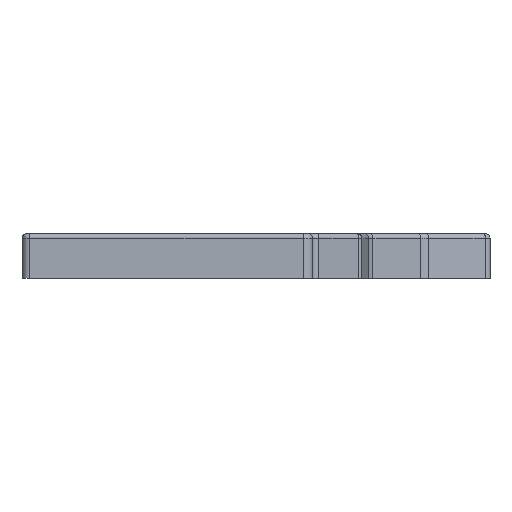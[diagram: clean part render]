
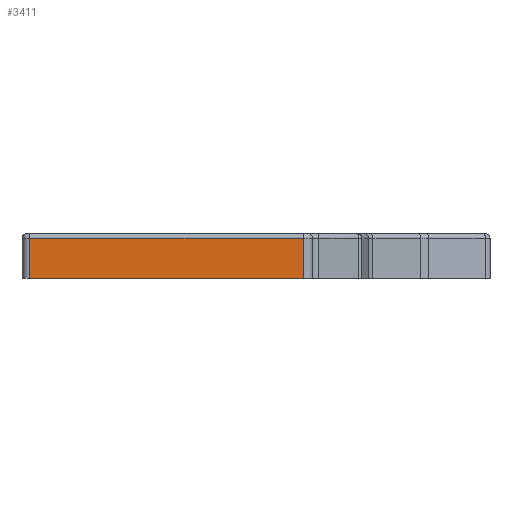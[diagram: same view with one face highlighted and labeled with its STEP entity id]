
A CAD part, left-side view. The second image highlights one B-rep face of the part: STEP entity #3411.
In plain terms, the highlighted planar face has unit normal (-1, 0, 0).
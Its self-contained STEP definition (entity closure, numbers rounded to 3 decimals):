
#76=PLANE('',#3658);
#160=FACE_OUTER_BOUND('',#366,.T.);
#366=EDGE_LOOP('',(#2341,#2342,#2343,#2344));
#576=LINE('',#5172,#898);
#577=LINE('',#5175,#899);
#613=LINE('',#5287,#935);
#614=LINE('',#5288,#936);
#898=VECTOR('',#4057,10.);
#899=VECTOR('',#4060,10.);
#935=VECTOR('',#4138,10.);
#936=VECTOR('',#4139,10.);
#1415=VERTEX_POINT('',#5164);
#1416=VERTEX_POINT('',#5168);
#1418=VERTEX_POINT('',#5174);
#1473=VERTEX_POINT('',#5286);
#1747=EDGE_CURVE('',#1415,#1416,#576,.T.);
#1748=EDGE_CURVE('',#1416,#1418,#577,.F.);
#1804=EDGE_CURVE('',#1473,#1415,#613,.T.);
#1805=EDGE_CURVE('',#1418,#1473,#614,.T.);
#2341=ORIENTED_EDGE('',*,*,#1747,.F.);
#2342=ORIENTED_EDGE('',*,*,#1804,.F.);
#2343=ORIENTED_EDGE('',*,*,#1805,.F.);
#2344=ORIENTED_EDGE('',*,*,#1748,.F.);
#3411=ADVANCED_FACE('',(#160),#76,.T.);
#3658=AXIS2_PLACEMENT_3D('',#5285,#4136,#4137);
#4057=DIRECTION('',(0.,0.,-1.));
#4060=DIRECTION('',(0.,-1.,0.));
#4136=DIRECTION('center_axis',(-1.,0.,0.));
#4137=DIRECTION('ref_axis',(0.,-1.,0.));
#4138=DIRECTION('',(0.,-1.,0.));
#4139=DIRECTION('',(0.,0.,1.));
#5164=CARTESIAN_POINT('',(17.99,-106.045,10.));
#5168=CARTESIAN_POINT('',(17.99,-106.045,-3.));
#5172=CARTESIAN_POINT('',(17.99,-106.045,-3.));
#5174=CARTESIAN_POINT('',(17.99,-17.725,-3.));
#5175=CARTESIAN_POINT('',(17.99,-91.789,-3.));
#5285=CARTESIAN_POINT('Origin',(17.99,-21.225,-3.));
#5286=CARTESIAN_POINT('',(17.99,-17.725,10.));
#5287=CARTESIAN_POINT('',(17.99,-46.281,10.));
#5288=CARTESIAN_POINT('',(17.99,-17.725,-3.));
